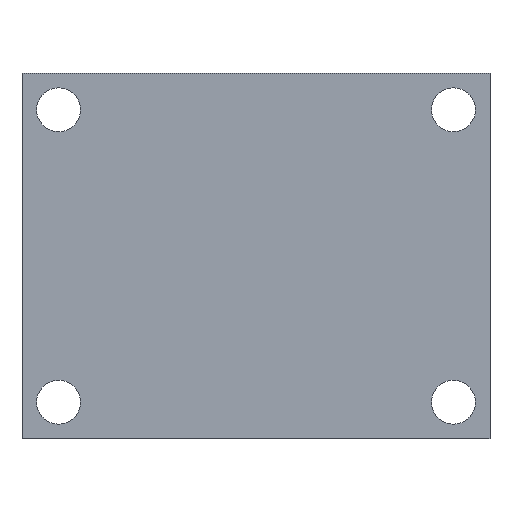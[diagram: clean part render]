
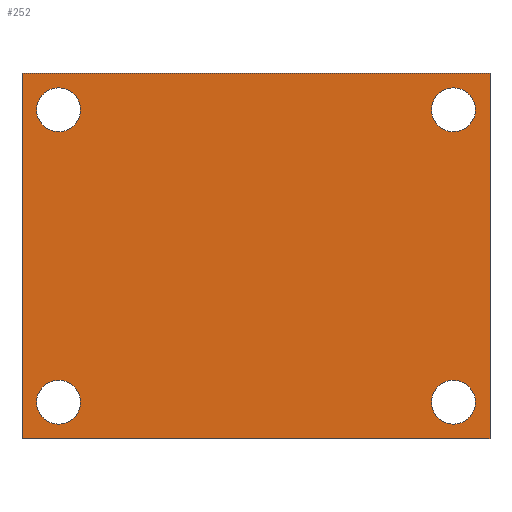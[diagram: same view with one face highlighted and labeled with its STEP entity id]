
A CAD part, front view. The second image highlights one B-rep face of the part: STEP entity #252.
In plain terms, the highlighted planar face has unit normal (0, -1, 0).
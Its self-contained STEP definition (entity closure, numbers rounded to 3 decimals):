
#4 = VECTOR ( 'NONE', #779, 1000. ) ;
#5 = EDGE_LOOP ( 'NONE', ( #180, #599, #360, #387 ) ) ;
#12 = CARTESIAN_POINT ( 'NONE',  ( -13.5, -19., 22.5 ) ) ;
#19 = AXIS2_PLACEMENT_3D ( 'NONE', #228, #311, #579 ) ;
#20 = DIRECTION ( 'NONE',  ( 0., 1., 0. ) ) ;
#31 = CARTESIAN_POINT ( 'NONE',  ( 0., -19., 0. ) ) ;
#35 = CIRCLE ( 'NONE', #335, 1.5 ) ;
#41 = EDGE_LOOP ( 'NONE', ( #260, #253 ) ) ;
#44 = ORIENTED_EDGE ( 'NONE', *, *, #590, .T. ) ;
#65 = CARTESIAN_POINT ( 'NONE',  ( 16., -19., 25. ) ) ;
#68 = CARTESIAN_POINT ( 'NONE',  ( 16., -19., 25. ) ) ;
#80 = CIRCLE ( 'NONE', #586, 1.5 ) ;
#83 = CARTESIAN_POINT ( 'NONE',  ( -13.5, -19., 2.5 ) ) ;
#86 = VERTEX_POINT ( 'NONE', #148 ) ;
#90 = EDGE_CURVE ( 'NONE', #340, #366, #752, .T. ) ;
#92 = CARTESIAN_POINT ( 'NONE',  ( 13.5, -19., 22.5 ) ) ;
#102 = VERTEX_POINT ( 'NONE', #907 ) ;
#106 = DIRECTION ( 'NONE',  ( 0., 0., 1. ) ) ;
#109 = FACE_BOUND ( 'NONE', #718, .T. ) ;
#111 = AXIS2_PLACEMENT_3D ( 'NONE', #31, #732, #188 ) ;
#126 = EDGE_CURVE ( 'NONE', #137, #86, #615, .T. ) ;
#129 = CIRCLE ( 'NONE', #363, 1.5 ) ;
#137 = VERTEX_POINT ( 'NONE', #141 ) ;
#141 = CARTESIAN_POINT ( 'NONE',  ( -16., -19., 0. ) ) ;
#148 = CARTESIAN_POINT ( 'NONE',  ( 16., -19., 0. ) ) ;
#155 = EDGE_CURVE ( 'NONE', #86, #781, #475, .T. ) ;
#162 = AXIS2_PLACEMENT_3D ( 'NONE', #470, #467, #882 ) ;
#175 = CARTESIAN_POINT ( 'NONE',  ( -16., -19., 25. ) ) ;
#179 = VECTOR ( 'NONE', #284, 1000. ) ;
#180 = ORIENTED_EDGE ( 'NONE', *, *, #482, .T. ) ;
#188 = DIRECTION ( 'NONE',  ( 0., 0., 1. ) ) ;
#200 = VERTEX_POINT ( 'NONE', #636 ) ;
#212 = EDGE_CURVE ( 'NONE', #200, #755, #419, .T. ) ;
#219 = VECTOR ( 'NONE', #903, 1000. ) ;
#221 = CIRCLE ( 'NONE', #162, 1.5 ) ;
#227 = CARTESIAN_POINT ( 'NONE',  ( 13.5, -19., 21. ) ) ;
#228 = CARTESIAN_POINT ( 'NONE',  ( -13.5, -19., 22.5 ) ) ;
#247 = ORIENTED_EDGE ( 'NONE', *, *, #775, .T. ) ;
#252 = ADVANCED_FACE ( 'NONE', ( #584, #109, #669, #523, #592 ), #806, .F. ) ;
#253 = ORIENTED_EDGE ( 'NONE', *, *, #263, .T. ) ;
#259 = CARTESIAN_POINT ( 'NONE',  ( -13.5, -19., 4. ) ) ;
#260 = ORIENTED_EDGE ( 'NONE', *, *, #90, .T. ) ;
#263 = EDGE_CURVE ( 'NONE', #366, #340, #80, .T. ) ;
#266 = DIRECTION ( 'NONE',  ( 0., 1., 0. ) ) ;
#271 = DIRECTION ( 'NONE',  ( 0., 1., 0. ) ) ;
#274 = CARTESIAN_POINT ( 'NONE',  ( 13.5, -19., 4. ) ) ;
#277 = AXIS2_PLACEMENT_3D ( 'NONE', #688, #271, #355 ) ;
#279 = CARTESIAN_POINT ( 'NONE',  ( -13.5, -19., 2.5 ) ) ;
#284 = DIRECTION ( 'NONE',  ( -1., 0., 0. ) ) ;
#296 = DIRECTION ( 'NONE',  ( 0., 0., 1. ) ) ;
#297 = DIRECTION ( 'NONE',  ( 0., 1., 0. ) ) ;
#311 = DIRECTION ( 'NONE',  ( 0., 1., 0. ) ) ;
#321 = VECTOR ( 'NONE', #899, 1000. ) ;
#334 = EDGE_CURVE ( 'NONE', #618, #872, #35, .T. ) ;
#335 = AXIS2_PLACEMENT_3D ( 'NONE', #279, #489, #675 ) ;
#340 = VERTEX_POINT ( 'NONE', #274 ) ;
#348 = AXIS2_PLACEMENT_3D ( 'NONE', #83, #364, #637 ) ;
#355 = DIRECTION ( 'NONE',  ( 0., 0., 1. ) ) ;
#360 = ORIENTED_EDGE ( 'NONE', *, *, #155, .T. ) ;
#363 = AXIS2_PLACEMENT_3D ( 'NONE', #12, #20, #296 ) ;
#364 = DIRECTION ( 'NONE',  ( 0., 1., 0. ) ) ;
#366 = VERTEX_POINT ( 'NONE', #751 ) ;
#387 = ORIENTED_EDGE ( 'NONE', *, *, #447, .T. ) ;
#413 = EDGE_LOOP ( 'NONE', ( #525, #247 ) ) ;
#419 = CIRCLE ( 'NONE', #530, 1.5 ) ;
#423 = LINE ( 'NONE', #65, #179 ) ;
#426 = CARTESIAN_POINT ( 'NONE',  ( -13.5, -19., 24. ) ) ;
#428 = ORIENTED_EDGE ( 'NONE', *, *, #512, .T. ) ;
#447 = EDGE_CURVE ( 'NONE', #781, #626, #423, .T. ) ;
#456 = CARTESIAN_POINT ( 'NONE',  ( 13.5, -19., 2.5 ) ) ;
#467 = DIRECTION ( 'NONE',  ( 0., 1., 0. ) ) ;
#470 = CARTESIAN_POINT ( 'NONE',  ( 13.5, -19., 22.5 ) ) ;
#475 = LINE ( 'NONE', #68, #219 ) ;
#482 = EDGE_CURVE ( 'NONE', #626, #137, #773, .T. ) ;
#489 = DIRECTION ( 'NONE',  ( 0., 1., 0. ) ) ;
#495 = DIRECTION ( 'NONE',  ( 0., 0., 1. ) ) ;
#508 = VERTEX_POINT ( 'NONE', #426 ) ;
#512 = EDGE_CURVE ( 'NONE', #102, #508, #129, .T. ) ;
#523 = FACE_BOUND ( 'NONE', #41, .T. ) ;
#525 = ORIENTED_EDGE ( 'NONE', *, *, #212, .T. ) ;
#530 = AXIS2_PLACEMENT_3D ( 'NONE', #92, #297, #495 ) ;
#546 = CIRCLE ( 'NONE', #348, 1.5 ) ;
#547 = ORIENTED_EDGE ( 'NONE', *, *, #765, .T. ) ;
#566 = CARTESIAN_POINT ( 'NONE',  ( -16., -19., 25. ) ) ;
#579 = DIRECTION ( 'NONE',  ( 0., 0., 1. ) ) ;
#584 = FACE_BOUND ( 'NONE', #413, .T. ) ;
#586 = AXIS2_PLACEMENT_3D ( 'NONE', #456, #266, #106 ) ;
#590 = EDGE_CURVE ( 'NONE', #508, #102, #858, .T. ) ;
#592 = FACE_OUTER_BOUND ( 'NONE', #5, .T. ) ;
#599 = ORIENTED_EDGE ( 'NONE', *, *, #126, .T. ) ;
#609 = ORIENTED_EDGE ( 'NONE', *, *, #334, .T. ) ;
#615 = LINE ( 'NONE', #768, #321 ) ;
#618 = VERTEX_POINT ( 'NONE', #847 ) ;
#626 = VERTEX_POINT ( 'NONE', #175 ) ;
#636 = CARTESIAN_POINT ( 'NONE',  ( 13.5, -19., 24. ) ) ;
#637 = DIRECTION ( 'NONE',  ( 0., 0., 1. ) ) ;
#669 = FACE_BOUND ( 'NONE', #895, .T. ) ;
#675 = DIRECTION ( 'NONE',  ( 0., 0., 1. ) ) ;
#688 = CARTESIAN_POINT ( 'NONE',  ( 13.5, -19., 2.5 ) ) ;
#718 = EDGE_LOOP ( 'NONE', ( #547, #609 ) ) ;
#732 = DIRECTION ( 'NONE',  ( 0., 1., 0. ) ) ;
#745 = CARTESIAN_POINT ( 'NONE',  ( 16., -19., 25. ) ) ;
#751 = CARTESIAN_POINT ( 'NONE',  ( 13.5, -19., 1. ) ) ;
#752 = CIRCLE ( 'NONE', #277, 1.5 ) ;
#755 = VERTEX_POINT ( 'NONE', #227 ) ;
#765 = EDGE_CURVE ( 'NONE', #872, #618, #546, .T. ) ;
#768 = CARTESIAN_POINT ( 'NONE',  ( 16., -19., 0. ) ) ;
#773 = LINE ( 'NONE', #566, #4 ) ;
#775 = EDGE_CURVE ( 'NONE', #755, #200, #221, .T. ) ;
#779 = DIRECTION ( 'NONE',  ( 0., 0., -1. ) ) ;
#781 = VERTEX_POINT ( 'NONE', #745 ) ;
#806 = PLANE ( 'NONE',  #111 ) ;
#847 = CARTESIAN_POINT ( 'NONE',  ( -13.5, -19., 1. ) ) ;
#858 = CIRCLE ( 'NONE', #19, 1.5 ) ;
#872 = VERTEX_POINT ( 'NONE', #259 ) ;
#882 = DIRECTION ( 'NONE',  ( 0., 0., 1. ) ) ;
#895 = EDGE_LOOP ( 'NONE', ( #44, #428 ) ) ;
#899 = DIRECTION ( 'NONE',  ( 1., 0., 0. ) ) ;
#903 = DIRECTION ( 'NONE',  ( 0., 0., 1. ) ) ;
#907 = CARTESIAN_POINT ( 'NONE',  ( -13.5, -19., 21. ) ) ;
